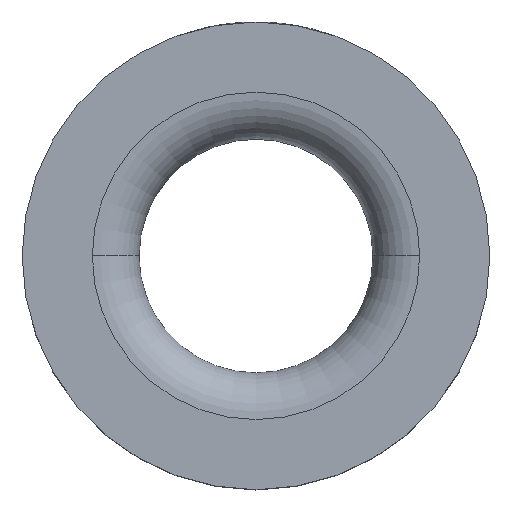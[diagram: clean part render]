
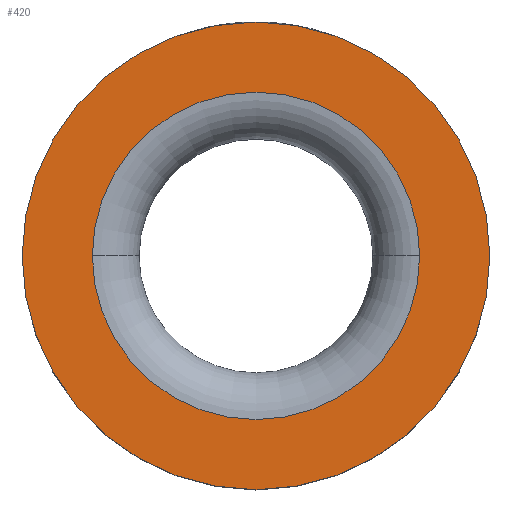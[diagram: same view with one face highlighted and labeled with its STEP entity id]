
A CAD part, top view. The second image highlights one B-rep face of the part: STEP entity #420.
In plain terms, the highlighted planar face has unit normal (0, 0, 1).
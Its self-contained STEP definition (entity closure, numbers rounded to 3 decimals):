
#20 = DIRECTION ( 'NONE',  ( 1., 0., 0. ) ) ;
#21 = VERTEX_POINT ( 'NONE', #29 ) ;
#27 = DIRECTION ( 'NONE',  ( 1., 0., 0. ) ) ;
#29 = CARTESIAN_POINT ( 'NONE',  ( 3.5, 0., 5. ) ) ;
#31 = DIRECTION ( 'NONE',  ( 0., 0., -1. ) ) ;
#32 = DIRECTION ( 'NONE',  ( 1., 0., 0. ) ) ;
#87 = DIRECTION ( 'NONE',  ( 0., 0., 1. ) ) ;
#88 = FACE_OUTER_BOUND ( 'NONE', #1125, .T. ) ;
#99 = AXIS2_PLACEMENT_3D ( 'NONE', #539, #31, #633 ) ;
#123 = ORIENTED_EDGE ( 'NONE', *, *, #771, .T. ) ;
#134 = CIRCLE ( 'NONE', #99, 3.5 ) ;
#150 = FACE_BOUND ( 'NONE', #1048, .T. ) ;
#330 = CARTESIAN_POINT ( 'NONE',  ( 5., 0., 5. ) ) ;
#345 = AXIS2_PLACEMENT_3D ( 'NONE', #1067, #533, #27 ) ;
#362 = CIRCLE ( 'NONE', #526, 5. ) ;
#402 = EDGE_CURVE ( 'NONE', #626, #21, #134, .T. ) ;
#409 = AXIS2_PLACEMENT_3D ( 'NONE', #1060, #528, #20 ) ;
#410 = VERTEX_POINT ( 'NONE', #592 ) ;
#420 = ADVANCED_FACE ( 'NONE', ( #150, #88 ), #421, .T. ) ;
#421 = PLANE ( 'NONE',  #495 ) ;
#439 = ORIENTED_EDGE ( 'NONE', *, *, #756, .T. ) ;
#495 = AXIS2_PLACEMENT_3D ( 'NONE', #597, #87, #689 ) ;
#526 = AXIS2_PLACEMENT_3D ( 'NONE', #1073, #540, #32 ) ;
#528 = DIRECTION ( 'NONE',  ( 0., 0., 1. ) ) ;
#533 = DIRECTION ( 'NONE',  ( 0., 0., -1. ) ) ;
#535 = VERTEX_POINT ( 'NONE', #330 ) ;
#539 = CARTESIAN_POINT ( 'NONE',  ( 0., 0., 5. ) ) ;
#540 = DIRECTION ( 'NONE',  ( 0., 0., 1. ) ) ;
#592 = CARTESIAN_POINT ( 'NONE',  ( -5., 0., 5. ) ) ;
#597 = CARTESIAN_POINT ( 'NONE',  ( 0., 0., 5. ) ) ;
#626 = VERTEX_POINT ( 'NONE', #1069 ) ;
#633 = DIRECTION ( 'NONE',  ( 1., 0., 0. ) ) ;
#667 = CIRCLE ( 'NONE', #345, 3.5 ) ;
#689 = DIRECTION ( 'NONE',  ( 1., 0., 0. ) ) ;
#701 = EDGE_CURVE ( 'NONE', #535, #410, #1134, .T. ) ;
#756 = EDGE_CURVE ( 'NONE', #21, #626, #667, .T. ) ;
#771 = EDGE_CURVE ( 'NONE', #410, #535, #362, .T. ) ;
#996 = ORIENTED_EDGE ( 'NONE', *, *, #402, .T. ) ;
#1048 = EDGE_LOOP ( 'NONE', ( #439, #996 ) ) ;
#1060 = CARTESIAN_POINT ( 'NONE',  ( 0., 0., 5. ) ) ;
#1067 = CARTESIAN_POINT ( 'NONE',  ( 0., 0., 5. ) ) ;
#1069 = CARTESIAN_POINT ( 'NONE',  ( -3.5, 0., 5. ) ) ;
#1073 = CARTESIAN_POINT ( 'NONE',  ( 0., 0., 5. ) ) ;
#1125 = EDGE_LOOP ( 'NONE', ( #123, #1137 ) ) ;
#1134 = CIRCLE ( 'NONE', #409, 5. ) ;
#1137 = ORIENTED_EDGE ( 'NONE', *, *, #701, .T. ) ;
